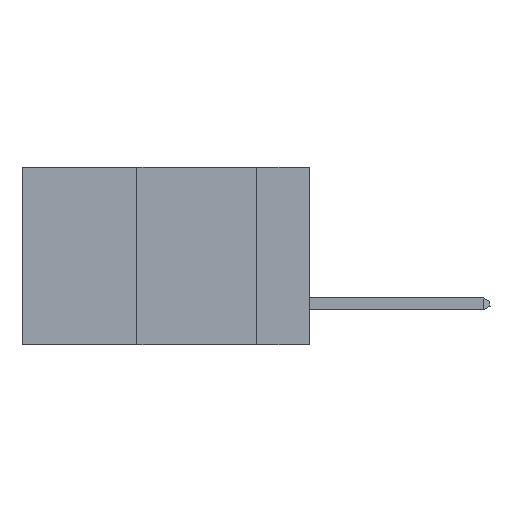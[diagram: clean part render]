
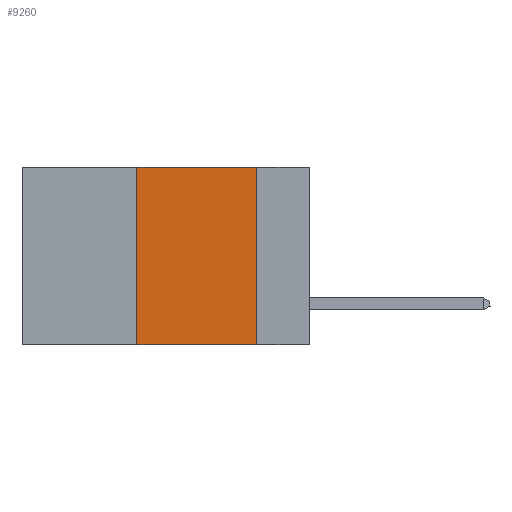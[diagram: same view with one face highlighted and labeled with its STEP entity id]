
A CAD part, left-side view. The second image highlights one B-rep face of the part: STEP entity #9260.
In plain terms, the highlighted planar face has unit normal (-1, 0, 0).
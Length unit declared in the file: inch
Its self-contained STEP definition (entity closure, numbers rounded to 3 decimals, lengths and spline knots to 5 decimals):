
#917 = DIRECTION ( 'NONE',  ( 0., -1., 0. ) ) ;
#1057 = PLANE ( 'NONE',  #19019 ) ;
#1305 = CARTESIAN_POINT ( 'NONE',  ( 0., 0.11, 0. ) ) ;
#1510 = DIRECTION ( 'NONE',  ( 0., 0., -1. ) ) ;
#1528 = VECTOR ( 'NONE', #1510, 39.37008 ) ;
#1935 = CARTESIAN_POINT ( 'NONE',  ( 0., 0.36, -0.37 ) ) ;
#3146 = EDGE_CURVE ( 'NONE', #9728, #16939, #18223, .T. ) ;
#3147 = ORIENTED_EDGE ( 'NONE', *, *, #3146, .F. ) ;
#3527 = LINE ( 'NONE', #16943, #1528 ) ;
#4060 = DIRECTION ( 'NONE',  ( 0., 0., 1. ) ) ;
#5309 = EDGE_LOOP ( 'NONE', ( #12652, #3147, #8871, #19278 ) ) ;
#7571 = VECTOR ( 'NONE', #18581, 39.37008 ) ;
#8871 = ORIENTED_EDGE ( 'NONE', *, *, #11342, .F. ) ;
#8900 = CARTESIAN_POINT ( 'NONE',  ( 0., 0.11, -0.37 ) ) ;
#9260 = ADVANCED_FACE ( 'NONE', ( #13762 ), #1057, .F. ) ;
#9302 = CARTESIAN_POINT ( 'NONE',  ( 0., 0.6, 0. ) ) ;
#9728 = VERTEX_POINT ( 'NONE', #19762 ) ;
#10000 = VECTOR ( 'NONE', #4060, 39.37008 ) ;
#10388 = CARTESIAN_POINT ( 'NONE',  ( 0., 0.6, 0. ) ) ;
#11342 = EDGE_CURVE ( 'NONE', #13278, #9728, #17044, .T. ) ;
#11580 = EDGE_CURVE ( 'NONE', #16939, #16150, #3527, .T. ) ;
#11701 = CARTESIAN_POINT ( 'NONE',  ( 0., 0.36, 0. ) ) ;
#11855 = DIRECTION ( 'NONE',  ( 0., 0., -1. ) ) ;
#12652 = ORIENTED_EDGE ( 'NONE', *, *, #11580, .F. ) ;
#13278 = VERTEX_POINT ( 'NONE', #1935 ) ;
#13762 = FACE_OUTER_BOUND ( 'NONE', #5309, .T. ) ;
#16150 = VERTEX_POINT ( 'NONE', #8900 ) ;
#16682 = EDGE_CURVE ( 'NONE', #13278, #16150, #17683, .T. ) ;
#16939 = VERTEX_POINT ( 'NONE', #1305 ) ;
#16943 = CARTESIAN_POINT ( 'NONE',  ( 0., 0.11, 0. ) ) ;
#17018 = DIRECTION ( 'NONE',  ( 1., 0., 0. ) ) ;
#17044 = LINE ( 'NONE', #11701, #10000 ) ;
#17683 = LINE ( 'NONE', #19214, #19818 ) ;
#18223 = LINE ( 'NONE', #9302, #7571 ) ;
#18581 = DIRECTION ( 'NONE',  ( 0., -1., 0. ) ) ;
#19019 = AXIS2_PLACEMENT_3D ( 'NONE', #10388, #17018, #11855 ) ;
#19214 = CARTESIAN_POINT ( 'NONE',  ( 0., 0.6, -0.37 ) ) ;
#19278 = ORIENTED_EDGE ( 'NONE', *, *, #16682, .T. ) ;
#19762 = CARTESIAN_POINT ( 'NONE',  ( 0., 0.36, 0. ) ) ;
#19818 = VECTOR ( 'NONE', #917, 39.37008 ) ;
